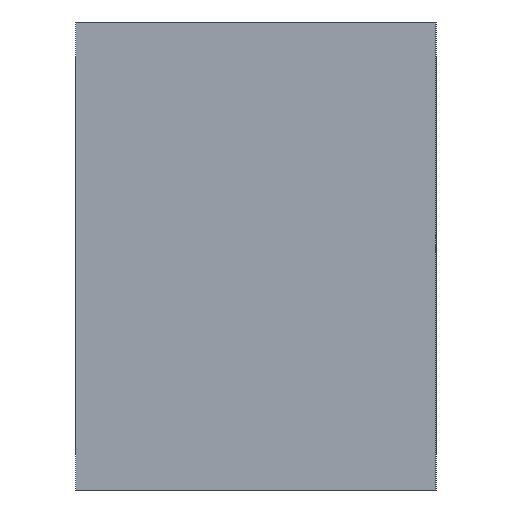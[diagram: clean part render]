
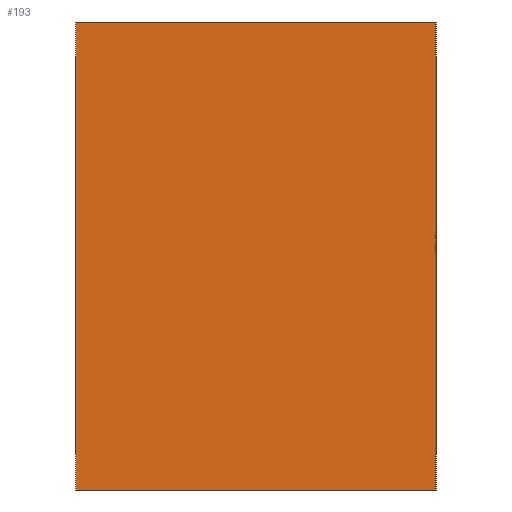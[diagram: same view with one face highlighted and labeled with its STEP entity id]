
A CAD part, left-side view. The second image highlights one B-rep face of the part: STEP entity #193.
In plain terms, the highlighted planar face has unit normal (-1, 0, 0).
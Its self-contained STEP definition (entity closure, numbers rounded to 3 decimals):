
#25=FACE_OUTER_BOUND('',#36,.T.);
#36=EDGE_LOOP('',(#163,#164,#165,#166));
#52=LINE('',#295,#76);
#58=LINE('',#307,#82);
#61=LINE('',#312,#85);
#62=LINE('',#314,#86);
#76=VECTOR('',#244,10.);
#82=VECTOR('',#252,10.);
#85=VECTOR('',#259,10.);
#86=VECTOR('',#262,10.);
#96=VERTEX_POINT('',#292);
#97=VERTEX_POINT('',#294);
#99=VERTEX_POINT('',#300);
#102=VERTEX_POINT('',#305);
#116=EDGE_CURVE('',#96,#97,#52,.T.);
#122=EDGE_CURVE('',#102,#99,#58,.T.);
#125=EDGE_CURVE('',#97,#102,#61,.T.);
#126=EDGE_CURVE('',#96,#99,#62,.T.);
#163=ORIENTED_EDGE('',*,*,#126,.T.);
#164=ORIENTED_EDGE('',*,*,#122,.F.);
#165=ORIENTED_EDGE('',*,*,#125,.F.);
#166=ORIENTED_EDGE('',*,*,#116,.F.);
#183=PLANE('',#217);
#193=ADVANCED_FACE('',(#25),#183,.F.);
#217=AXIS2_PLACEMENT_3D('',#313,#260,#261);
#244=DIRECTION('',(0.,-1.,0.));
#252=DIRECTION('',(0.,1.,0.));
#259=DIRECTION('',(0.,0.,-1.));
#260=DIRECTION('center_axis',(1.,0.,0.));
#261=DIRECTION('ref_axis',(0.,0.,-1.));
#262=DIRECTION('',(0.,0.,-1.));
#292=CARTESIAN_POINT('',(-48.5,10.,13.));
#294=CARTESIAN_POINT('',(-48.5,0.,13.));
#295=CARTESIAN_POINT('',(-48.5,5.,13.));
#300=CARTESIAN_POINT('',(-48.5,10.,0.));
#305=CARTESIAN_POINT('',(-48.5,0.,0.));
#307=CARTESIAN_POINT('',(-48.5,5.,0.));
#312=CARTESIAN_POINT('',(-48.5,0.,6.5));
#313=CARTESIAN_POINT('Origin',(-48.5,5.,6.5));
#314=CARTESIAN_POINT('',(-48.5,10.,6.5));
